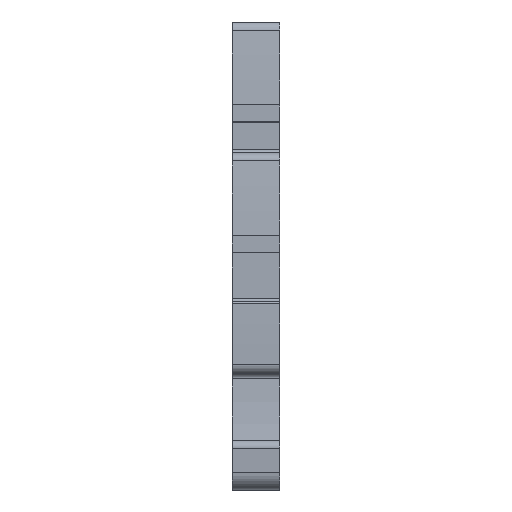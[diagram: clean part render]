
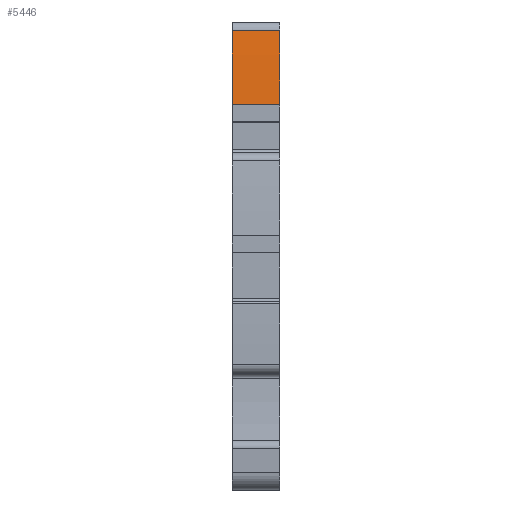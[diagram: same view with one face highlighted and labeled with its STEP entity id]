
A CAD part, front view. The second image highlights one B-rep face of the part: STEP entity #5446.
In plain terms, the highlighted cylindrical face has radius 149.2 mm (diameter 298.4 mm), a partial arc.
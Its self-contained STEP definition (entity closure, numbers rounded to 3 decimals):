
#5419=AXIS2_PLACEMENT_3D('Cylinder Axis2P3D',#5416,#5417,#5418) ;
#5423=AXIS2_PLACEMENT_3D('Circle Axis2P3D',#5421,#5422,$) ;
#5430=AXIS2_PLACEMENT_3D('Circle Axis2P3D',#5428,#5429,$) ;
#5394=CARTESIAN_POINT('Vertex',(0.,23.702,49.272)) ;
#5397=CARTESIAN_POINT('Line Origine',(2.55,23.702,49.272)) ;
#5401=CARTESIAN_POINT('Vertex',(5.1,23.702,49.272)) ;
#5416=CARTESIAN_POINT('Axis2P3D Location',(2.55,171.785,31.05)) ;
#5421=CARTESIAN_POINT('Axis2P3D Location',(5.1,171.785,31.05)) ;
#5425=CARTESIAN_POINT('Vertex',(5.1,22.935,41.264)) ;
#5428=CARTESIAN_POINT('Axis2P3D Location',(0.,171.785,31.05)) ;
#5432=CARTESIAN_POINT('Vertex',(0.,22.935,41.264)) ;
#5435=CARTESIAN_POINT('Line Origine',(2.55,22.935,41.264)) ;
#5398=DIRECTION('Vector Direction',(1.,0.,0.)) ;
#5417=DIRECTION('Axis2P3D Direction',(1.,0.,0.)) ;
#5418=DIRECTION('Axis2P3D XDirection',(0.,-0.993,0.122)) ;
#5422=DIRECTION('Axis2P3D Direction',(1.,0.,0.)) ;
#5429=DIRECTION('Axis2P3D Direction',(1.,0.,0.)) ;
#5436=DIRECTION('Vector Direction',(1.,0.,0.)) ;
#5399=VECTOR('Line Direction',#5398,1.) ;
#5437=VECTOR('Line Direction',#5436,1.) ;
#5441=ORIENTED_EDGE('',*,*,#5427,.F.) ;
#5442=ORIENTED_EDGE('',*,*,#5403,.F.) ;
#5443=ORIENTED_EDGE('',*,*,#5434,.T.) ;
#5444=ORIENTED_EDGE('',*,*,#5439,.F.) ;
#5446=ADVANCED_FACE('MLD',(#5445),#5420,.T.) ;
#5424=CIRCLE('generated circle',#5423,149.2) ;
#5431=CIRCLE('generated circle',#5430,149.2) ;
#5420=CYLINDRICAL_SURFACE('generated cylinder',#5419,149.2) ;
#5403=EDGE_CURVE('',#5395,#5402,#5400,.T.) ;
#5427=EDGE_CURVE('',#5402,#5426,#5424,.T.) ;
#5434=EDGE_CURVE('',#5395,#5433,#5431,.T.) ;
#5439=EDGE_CURVE('',#5426,#5433,#5438,.F.) ;
#5440=EDGE_LOOP('',(#5441,#5442,#5443,#5444)) ;
#5445=FACE_OUTER_BOUND('',#5440,.T.) ;
#5400=LINE('Line',#5397,#5399) ;
#5438=LINE('Line',#5435,#5437) ;
#5395=VERTEX_POINT('',#5394) ;
#5402=VERTEX_POINT('',#5401) ;
#5426=VERTEX_POINT('',#5425) ;
#5433=VERTEX_POINT('',#5432) ;
